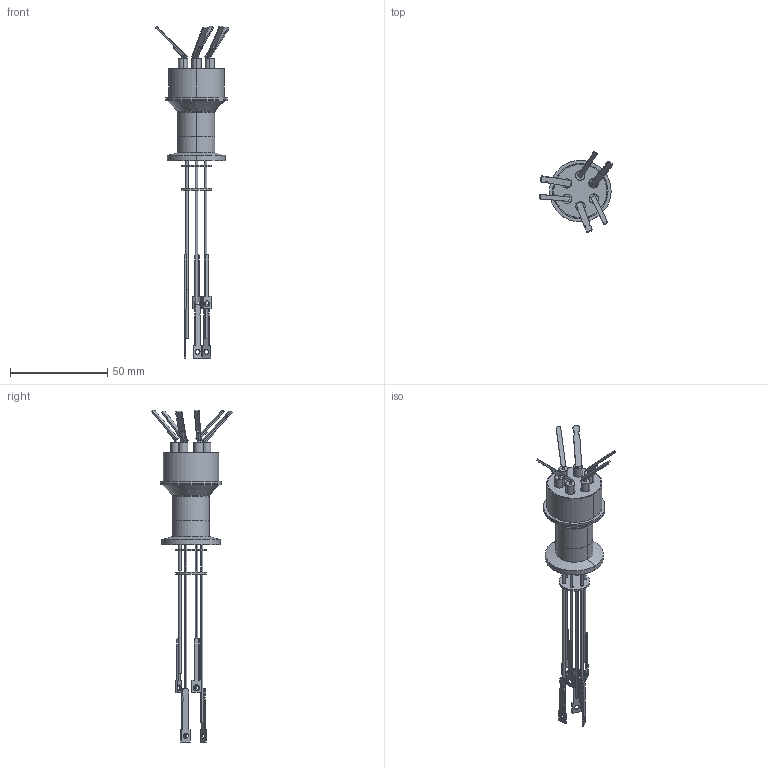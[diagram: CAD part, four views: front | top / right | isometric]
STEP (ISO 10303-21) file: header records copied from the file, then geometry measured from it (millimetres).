
FILE_DESCRIPTION (( 'STEP AP214' ), '1' );
FILE_NAME ('120XTK016-3.step', '2017-07-10T09:42:50', ( 'install' ), ( '' ), 'SwSTEP 2.0', 'SolidWorks 2015', '' );
FILE_SCHEMA (( 'AUTOMOTIVE_DESIGN' ));
Length unit declared in the file: inch
Products named in the file (1): 120XTK016-3
Bounding box: 37.94 x 41.45 x 171.07 mm (x, y, z)
Surface area: 14113.8 mm2 (no closed solid volume)
Topology: 0 solids, 36 shells, 301 faces, 759 edges, 511 vertices
Faces by surface type: cylinder 158, plane 137, cone 4, bspline 2
Entity records: 10385 total; most frequent: CARTESIAN_POINT 2858, DIRECTION 1581, ORIENTED_EDGE 1422, EDGE_CURVE 759, AXIS2_PLACEMENT_3D 586, VERTEX_POINT 511, LINE 409, VECTOR 409
